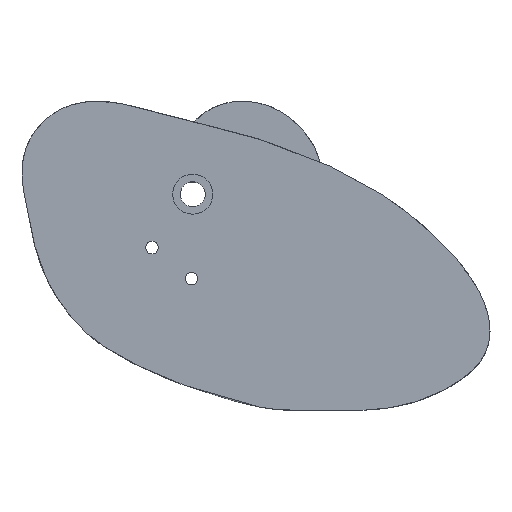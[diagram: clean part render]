
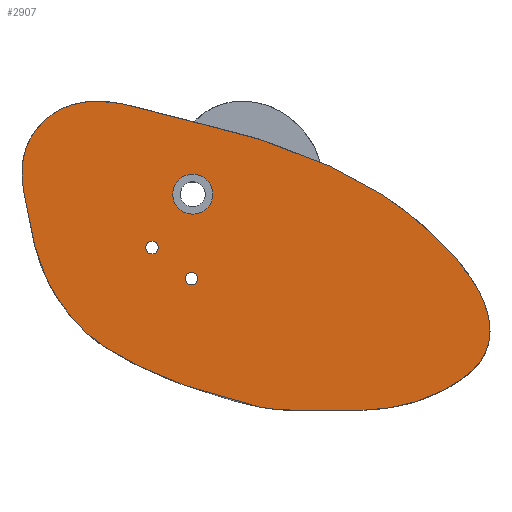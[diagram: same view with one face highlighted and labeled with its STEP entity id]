
A CAD part, top view. The second image highlights one B-rep face of the part: STEP entity #2907.
In plain terms, the highlighted planar face has unit normal (0, 0, 1).
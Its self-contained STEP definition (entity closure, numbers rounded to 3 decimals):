
#44 = AXIS2_PLACEMENT_3D ( 'NONE', #3750, #1432, #2530 ) ;
#200 = ORIENTED_EDGE ( 'NONE', *, *, #4162, .T. ) ;
#460 = DIRECTION ( 'NONE',  ( 1., 0., 0. ) ) ;
#492 = FACE_BOUND ( 'NONE', #2323, .T. ) ;
#523 = CIRCLE ( 'NONE', #1113, 1. ) ;
#629 = CIRCLE ( 'NONE', #4423, 3.175 ) ;
#757 = AXIS2_PLACEMENT_3D ( 'NONE', #1380, #4261, #1041 ) ;
#769 = EDGE_CURVE ( 'NONE', #6375, #4385, #2877, .T. ) ;
#813 = CARTESIAN_POINT ( 'NONE',  ( -27.516, 2.932, 0. ) ) ;
#863 = EDGE_CURVE ( 'NONE', #3804, #6344, #523, .T. ) ;
#866 = DIRECTION ( 'NONE',  ( 1., 0., 0. ) ) ;
#891 = DIRECTION ( 'NONE',  ( 0., 0., -1. ) ) ;
#973 = B_SPLINE_CURVE_WITH_KNOTS ( 'NONE', 3,
 ( #2918, #5255, #1375, #2510, #4215, #5187, #6366, #2439, #5732, #4770, #1921, #6436, #3063, #813, #3620, #6398, #1886, #3026, #5766, #7026 ),
 .UNSPECIFIED., .F., .F.,
 ( 4, 1, 1, 1, 1, 1, 1, 1, 1, 1, 1, 1, 1, 1, 1, 1, 1, 4 ),
 ( 0., 0.094, 0.117, 0.133, 0.148, 0.156, 0.172, 0.187, 0.211, 0.242, 0.273, 0.313, 0.344, 0.367, 0.398, 0.43, 0.461, 0.5 ),
 .UNSPECIFIED. ) ;
#976 = PLANE ( 'NONE',  #2917 ) ;
#1014 = CARTESIAN_POINT ( 'NONE',  ( 0., 0., 0. ) ) ;
#1041 = DIRECTION ( 'NONE',  ( -1., 0., 0. ) ) ;
#1113 = AXIS2_PLACEMENT_3D ( 'NONE', #2152, #891, #6659 ) ;
#1140 = CARTESIAN_POINT ( 'NONE',  ( 0.802, -13.432, 0. ) ) ;
#1248 = AXIS2_PLACEMENT_3D ( 'NONE', #1961, #7028, #4334 ) ;
#1271 = VERTEX_POINT ( 'NONE', #2538 ) ;
#1320 = DIRECTION ( 'NONE',  ( 0., 0., 1. ) ) ;
#1375 = CARTESIAN_POINT ( 'NONE',  ( 17.808, 6.267, 0. ) ) ;
#1380 = CARTESIAN_POINT ( 'NONE',  ( -6.483, -8.482, 0. ) ) ;
#1432 = DIRECTION ( 'NONE',  ( 0., 0., -1. ) ) ;
#1657 = CARTESIAN_POINT ( 'NONE',  ( 30.033, 0., 0. ) ) ;
#1676 = DIRECTION ( 'NONE',  ( 0., 0., 1. ) ) ;
#1870 = EDGE_CURVE ( 'NONE', #7230, #1271, #3122, .T. ) ;
#1886 = CARTESIAN_POINT ( 'NONE',  ( -23.331, -13.916, 0. ) ) ;
#1921 = CARTESIAN_POINT ( 'NONE',  ( -14.719, 15.175, 0. ) ) ;
#1961 = CARTESIAN_POINT ( 'NONE',  ( 0., 0., 0. ) ) ;
#1995 = CARTESIAN_POINT ( 'NONE',  ( -2.914, -29.94, 0. ) ) ;
#2047 = EDGE_LOOP ( 'NONE', ( #7275, #3480 ) ) ;
#2152 = CARTESIAN_POINT ( 'NONE',  ( -0.198, -13.432, 0. ) ) ;
#2278 = CIRCLE ( 'NONE', #44, 1. ) ;
#2323 = EDGE_LOOP ( 'NONE', ( #5164, #200 ) ) ;
#2439 = CARTESIAN_POINT ( 'NONE',  ( -1.298, 11.881, 0. ) ) ;
#2510 = CARTESIAN_POINT ( 'NONE',  ( 9.589, 9.131, 0. ) ) ;
#2530 = DIRECTION ( 'NONE',  ( -1., 0., 0. ) ) ;
#2538 = CARTESIAN_POINT ( 'NONE',  ( 3.175, 0., 0. ) ) ;
#2561 = ORIENTED_EDGE ( 'NONE', *, *, #6710, .F. ) ;
#2672 = FACE_OUTER_BOUND ( 'NONE', #3168, .T. ) ;
#2741 = CARTESIAN_POINT ( 'NONE',  ( -0.198, -13.432, 0. ) ) ;
#2833 = CARTESIAN_POINT ( 'NONE',  ( -7.483, -8.482, 0. ) ) ;
#2877 = CIRCLE ( 'NONE', #757, 1. ) ;
#2901 = EDGE_LOOP ( 'NONE', ( #2561, #6973 ) ) ;
#2907 = ADVANCED_FACE ( 'NONE', ( #492, #6775, #3855, #2672 ), #976, .T. ) ;
#2917 = AXIS2_PLACEMENT_3D ( 'NONE', #1014, #1676, #460 ) ;
#2918 = CARTESIAN_POINT ( 'NONE',  ( 30.033, 0., 0. ) ) ;
#2992 = EDGE_CURVE ( 'NONE', #6344, #3804, #3153, .T. ) ;
#3026 = CARTESIAN_POINT ( 'NONE',  ( -19.673, -19.474, 0. ) ) ;
#3033 = CARTESIAN_POINT ( 'NONE',  ( -5.483, -8.482, 0. ) ) ;
#3063 = CARTESIAN_POINT ( 'NONE',  ( -26.551, 9.162, 0. ) ) ;
#3122 = CIRCLE ( 'NONE', #1248, 3.175 ) ;
#3153 = CIRCLE ( 'NONE', #3989, 1. ) ;
#3168 = EDGE_LOOP ( 'NONE', ( #4553, #6262 ) ) ;
#3205 = CARTESIAN_POINT ( 'NONE',  ( 4.439, -32.309, 0. ) ) ;
#3404 = EDGE_CURVE ( 'NONE', #6618, #4901, #973, .T. ) ;
#3480 = ORIENTED_EDGE ( 'NONE', *, *, #2992, .T. ) ;
#3485 = CARTESIAN_POINT ( 'NONE',  ( -14.256, -24.179, 0. ) ) ;
#3564 = EDGE_CURVE ( 'NONE', #4901, #6618, #6616, .T. ) ;
#3620 = CARTESIAN_POINT ( 'NONE',  ( -26.216, -2.538, 0. ) ) ;
#3730 = CARTESIAN_POINT ( 'NONE',  ( -8.946, -27.235, 0. ) ) ;
#3750 = CARTESIAN_POINT ( 'NONE',  ( -6.483, -8.482, 0. ) ) ;
#3804 = VERTEX_POINT ( 'NONE', #6907 ) ;
#3855 = FACE_BOUND ( 'NONE', #2901, .T. ) ;
#3989 = AXIS2_PLACEMENT_3D ( 'NONE', #2741, #7194, #7229 ) ;
#4162 = EDGE_CURVE ( 'NONE', #4385, #6375, #2278, .T. ) ;
#4215 = CARTESIAN_POINT ( 'NONE',  ( 6.093, 9.907, 0. ) ) ;
#4261 = DIRECTION ( 'NONE',  ( 0., 0., -1. ) ) ;
#4332 = CARTESIAN_POINT ( 'NONE',  ( 56.072, -23.618, 0. ) ) ;
#4334 = DIRECTION ( 'NONE',  ( 1., 0., 0. ) ) ;
#4385 = VERTEX_POINT ( 'NONE', #3033 ) ;
#4423 = AXIS2_PLACEMENT_3D ( 'NONE', #6451, #1320, #866 ) ;
#4553 = ORIENTED_EDGE ( 'NONE', *, *, #3404, .T. ) ;
#4770 = CARTESIAN_POINT ( 'NONE',  ( -9.17, 13.985, 0. ) ) ;
#4848 = CARTESIAN_POINT ( 'NONE',  ( 33.5, -34.61, 0. ) ) ;
#4901 = VERTEX_POINT ( 'NONE', #3485 ) ;
#4923 = CARTESIAN_POINT ( 'NONE',  ( 23.433, -34.302, 0. ) ) ;
#5164 = ORIENTED_EDGE ( 'NONE', *, *, #769, .T. ) ;
#5187 = CARTESIAN_POINT ( 'NONE',  ( 3.634, 10.582, 0. ) ) ;
#5255 = CARTESIAN_POINT ( 'NONE',  ( 24.481, 3.612, 0. ) ) ;
#5439 = CARTESIAN_POINT ( 'NONE',  ( -14.256, -24.179, 0. ) ) ;
#5732 = CARTESIAN_POINT ( 'NONE',  ( -4.76, 12.786, 0. ) ) ;
#5766 = CARTESIAN_POINT ( 'NONE',  ( -16.343, -22.721, 0. ) ) ;
#5949 = CARTESIAN_POINT ( 'NONE',  ( 40.674, -6.922, 0. ) ) ;
#6262 = ORIENTED_EDGE ( 'NONE', *, *, #3564, .T. ) ;
#6307 = CARTESIAN_POINT ( 'NONE',  ( -3.175, 0., 0. ) ) ;
#6344 = VERTEX_POINT ( 'NONE', #1140 ) ;
#6366 = CARTESIAN_POINT ( 'NONE',  ( 1.17, 11.238, 0. ) ) ;
#6375 = VERTEX_POINT ( 'NONE', #2833 ) ;
#6398 = CARTESIAN_POINT ( 'NONE',  ( -25.34, -8.07, 0. ) ) ;
#6436 = CARTESIAN_POINT ( 'NONE',  ( -21.408, 14.114, 0. ) ) ;
#6451 = CARTESIAN_POINT ( 'NONE',  ( 0., 0., 0. ) ) ;
#6616 = B_SPLINE_CURVE_WITH_KNOTS ( 'NONE', 3,
 ( #5439, #6617, #3730, #1995, #3205, #7067, #4923, #4848, #4332, #5949, #7141 ),
 .UNSPECIFIED., .F., .F.,
 ( 4, 1, 1, 1, 1, 1, 1, 1, 4 ),
 ( 0.5, 0.531, 0.563, 0.602, 0.648, 0.695, 0.758, 0.82, 1. ),
 .UNSPECIFIED. ) ;
#6617 = CARTESIAN_POINT ( 'NONE',  ( -12.587, -25.345, 0. ) ) ;
#6618 = VERTEX_POINT ( 'NONE', #1657 ) ;
#6659 = DIRECTION ( 'NONE',  ( -1., 0., 0. ) ) ;
#6710 = EDGE_CURVE ( 'NONE', #1271, #7230, #629, .T. ) ;
#6775 = FACE_BOUND ( 'NONE', #2047, .T. ) ;
#6907 = CARTESIAN_POINT ( 'NONE',  ( -1.198, -13.432, 0. ) ) ;
#6973 = ORIENTED_EDGE ( 'NONE', *, *, #1870, .F. ) ;
#7026 = CARTESIAN_POINT ( 'NONE',  ( -14.256, -24.179, 0. ) ) ;
#7028 = DIRECTION ( 'NONE',  ( 0., 0., 1. ) ) ;
#7067 = CARTESIAN_POINT ( 'NONE',  ( 12.646, -34.643, 0. ) ) ;
#7141 = CARTESIAN_POINT ( 'NONE',  ( 30.033, 0., 0. ) ) ;
#7194 = DIRECTION ( 'NONE',  ( 0., 0., -1. ) ) ;
#7229 = DIRECTION ( 'NONE',  ( -1., 0., 0. ) ) ;
#7230 = VERTEX_POINT ( 'NONE', #6307 ) ;
#7275 = ORIENTED_EDGE ( 'NONE', *, *, #863, .T. ) ;
